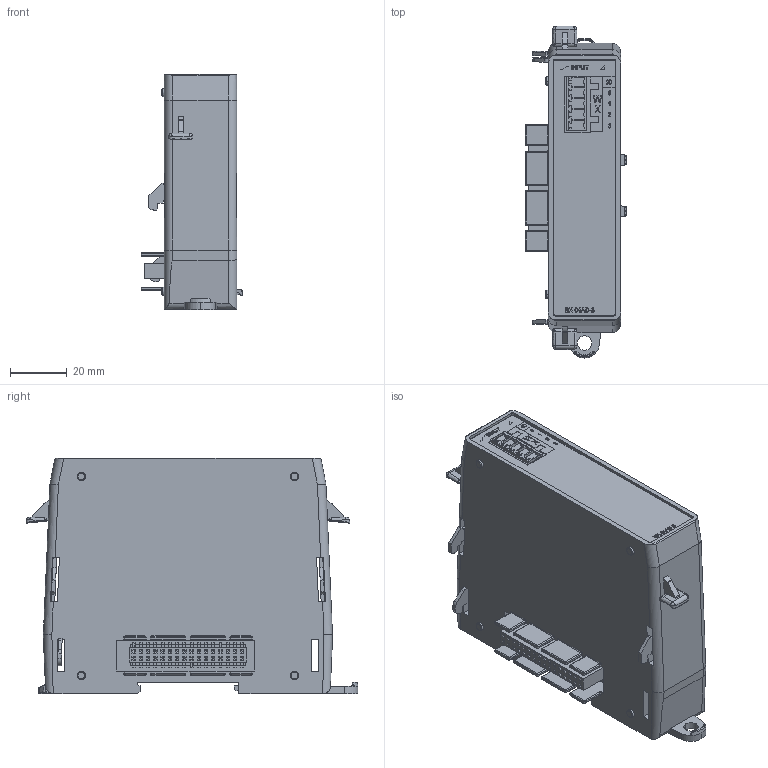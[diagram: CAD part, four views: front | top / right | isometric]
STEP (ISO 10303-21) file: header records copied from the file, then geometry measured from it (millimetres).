
FILE_DESCRIPTION (( 'STEP AP214' ), '1' );
FILE_NAME ('BX-04AD-3.STEP', '2020-01-08T17:25:40', ( '' ), ( '' ), 'SwSTEP 2.0', 'SolidWorks 2017', '' );
FILE_SCHEMA (( 'AUTOMOTIVE_DESIGN' ));
Length unit declared in the file: inch
Products named in the file (1): BX-04AD-3
Bounding box: 35.62 x 116.5 x 82.55 mm (x, y, z)
Volume: 189711.2 mm3; surface area: 46762.9 mm2
Topology: 4 solids, 13 shells, 3474 faces, 9082 edges, 5745 vertices
Faces by surface type: plane 2477, cylinder 573, bspline 294, torus 71, cone 35, sphere 24
Entity records: 166202 total; most frequent: CARTESIAN_POINT 38673, ORIENTED_EDGE 18136, DIRECTION 14983, EDGE_CURVE 9068, LINE 7123, VECTOR 7123, VERTEX_POINT 5743, AXIS2_PLACEMENT_3D 3930
